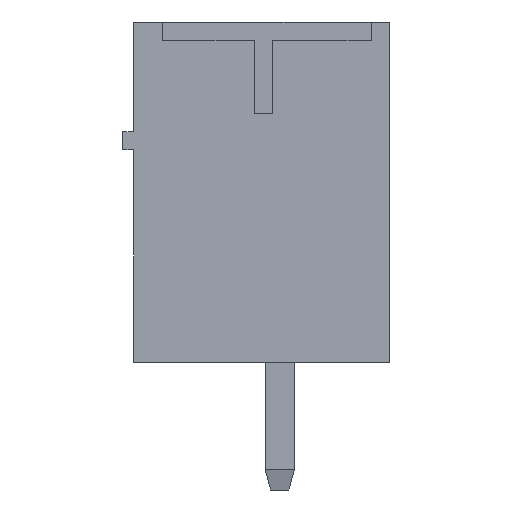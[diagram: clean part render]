
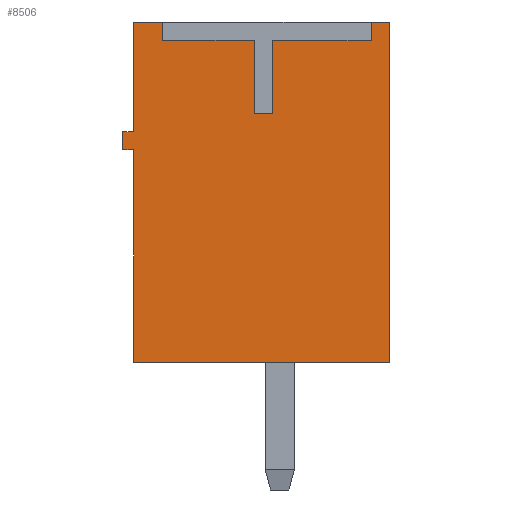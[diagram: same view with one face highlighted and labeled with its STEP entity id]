
A CAD part, left-side view. The second image highlights one B-rep face of the part: STEP entity #8506.
In plain terms, the highlighted planar face has unit normal (-1, 0, 0).
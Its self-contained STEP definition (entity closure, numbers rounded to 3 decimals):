
#519=FACE_OUTER_BOUND('',#1006,.T.);
#1006=EDGE_LOOP('',(#7164,#7165,#7166,#7167,#7168,#7169,#7170,#7171,#7172,
#7173,#7174,#7175,#7176,#7177,#7178,#7179));
#1291=LINE('',#11570,#2386);
#1393=LINE('',#11800,#2488);
#1743=LINE('',#12521,#2838);
#1747=LINE('',#12528,#2842);
#2055=LINE('',#13197,#3150);
#2061=LINE('',#13209,#3156);
#2062=LINE('',#13211,#3157);
#2064=LINE('',#13214,#3159);
#2066=LINE('',#13218,#3161);
#2069=LINE('',#13224,#3164);
#2072=LINE('',#13229,#3167);
#2074=LINE('',#13234,#3169);
#2075=LINE('',#13236,#3170);
#2076=LINE('',#13238,#3171);
#2077=LINE('',#13239,#3172);
#2078=LINE('',#13240,#3173);
#2386=VECTOR('',#9454,5.8);
#2488=VECTOR('',#9606,9.3);
#2838=VECTOR('',#10220,0.8);
#2842=VECTOR('',#10224,0.5);
#3150=VECTOR('',#10892,2.7);
#3156=VECTOR('',#10900,2.5);
#3157=VECTOR('',#10903,0.5);
#3159=VECTOR('',#10907,0.5);
#3161=VECTOR('',#10911,2.);
#3164=VECTOR('',#10916,0.5);
#3167=VECTOR('',#10921,2.);
#3169=VECTOR('',#10927,3.);
#3170=VECTOR('',#10928,0.3);
#3171=VECTOR('',#10929,0.5);
#3172=VECTOR('',#10930,0.3);
#3173=VECTOR('',#10931,7.);
#3397=VERTEX_POINT('',#11563);
#3400=VERTEX_POINT('',#11568);
#3501=VERTEX_POINT('',#11796);
#3503=VERTEX_POINT('',#11799);
#3741=VERTEX_POINT('',#12518);
#3742=VERTEX_POINT('',#12520);
#3745=VERTEX_POINT('',#12526);
#3924=VERTEX_POINT('',#13193);
#3926=VERTEX_POINT('',#13196);
#3928=VERTEX_POINT('',#13202);
#3931=VERTEX_POINT('',#13207);
#3932=VERTEX_POINT('',#13217);
#3934=VERTEX_POINT('',#13223);
#3936=VERTEX_POINT('',#13233);
#3937=VERTEX_POINT('',#13235);
#3938=VERTEX_POINT('',#13237);
#4221=EDGE_CURVE('',#3400,#3397,#1291,.T.);
#4323=EDGE_CURVE('',#3501,#3503,#1393,.T.);
#4690=EDGE_CURVE('',#3741,#3742,#1743,.T.);
#4694=EDGE_CURVE('',#3745,#3501,#1747,.T.);
#5015=EDGE_CURVE('',#3926,#3924,#2055,.T.);
#5021=EDGE_CURVE('',#3928,#3931,#2061,.T.);
#5022=EDGE_CURVE('',#3931,#3742,#2062,.T.);
#5024=EDGE_CURVE('',#3745,#3926,#2064,.T.);
#5026=EDGE_CURVE('',#3932,#3928,#2066,.T.);
#5029=EDGE_CURVE('',#3934,#3932,#2069,.T.);
#5032=EDGE_CURVE('',#3924,#3934,#2072,.T.);
#5034=EDGE_CURVE('',#3936,#3741,#2074,.T.);
#5035=EDGE_CURVE('',#3937,#3936,#2075,.T.);
#5036=EDGE_CURVE('',#3938,#3937,#2076,.T.);
#5037=EDGE_CURVE('',#3397,#3938,#2077,.T.);
#5038=EDGE_CURVE('',#3503,#3400,#2078,.T.);
#7164=ORIENTED_EDGE('',*,*,#5024,.T.);
#7165=ORIENTED_EDGE('',*,*,#5015,.T.);
#7166=ORIENTED_EDGE('',*,*,#5032,.T.);
#7167=ORIENTED_EDGE('',*,*,#5029,.T.);
#7168=ORIENTED_EDGE('',*,*,#5026,.T.);
#7169=ORIENTED_EDGE('',*,*,#5021,.T.);
#7170=ORIENTED_EDGE('',*,*,#5022,.T.);
#7171=ORIENTED_EDGE('',*,*,#4690,.F.);
#7172=ORIENTED_EDGE('',*,*,#5034,.F.);
#7173=ORIENTED_EDGE('',*,*,#5035,.F.);
#7174=ORIENTED_EDGE('',*,*,#5036,.F.);
#7175=ORIENTED_EDGE('',*,*,#5037,.F.);
#7176=ORIENTED_EDGE('',*,*,#4221,.F.);
#7177=ORIENTED_EDGE('',*,*,#5038,.F.);
#7178=ORIENTED_EDGE('',*,*,#4323,.F.);
#7179=ORIENTED_EDGE('',*,*,#4694,.F.);
#7735=PLANE('',#8979);
#8506=ADVANCED_FACE('',(#519),#7735,.T.);
#8979=AXIS2_PLACEMENT_3D('',#13232,#10925,#10926);
#9454=DIRECTION('',(0.,0.,1.));
#9606=DIRECTION('',(0.,0.,-1.));
#10220=DIRECTION('',(0.,-1.,0.));
#10224=DIRECTION('',(0.,-1.,0.));
#10892=DIRECTION('',(0.,1.,0.));
#10900=DIRECTION('',(0.,1.,0.));
#10903=DIRECTION('',(0.,0.,1.));
#10907=DIRECTION('',(0.,0.,-1.));
#10911=DIRECTION('',(0.,0.,1.));
#10916=DIRECTION('',(0.,1.,0.));
#10921=DIRECTION('',(0.,0.,-1.));
#10925=DIRECTION('center_axis',(-1.,0.,0.));
#10926=DIRECTION('ref_axis',(0.,-1.,0.));
#10927=DIRECTION('',(0.,0.,1.));
#10928=DIRECTION('',(0.,-1.,0.));
#10929=DIRECTION('',(0.,0.,1.));
#10930=DIRECTION('',(0.,1.,0.));
#10931=DIRECTION('',(0.,1.,0.));
#11563=CARTESIAN_POINT('',(-11.78,4.,5.8));
#11568=CARTESIAN_POINT('',(-11.78,4.,0.));
#11570=CARTESIAN_POINT('',(-11.78,4.,1.5));
#11796=CARTESIAN_POINT('',(-11.78,-3.,9.3));
#11799=CARTESIAN_POINT('',(-11.78,-3.,0.));
#11800=CARTESIAN_POINT('',(-11.78,-3.,1.5));
#12518=CARTESIAN_POINT('',(-11.78,4.,9.3));
#12520=CARTESIAN_POINT('',(-11.78,3.2,9.3));
#12521=CARTESIAN_POINT('',(-11.78,4.,9.3));
#12526=CARTESIAN_POINT('',(-11.78,-2.5,9.3));
#12528=CARTESIAN_POINT('',(-11.78,4.,9.3));
#13193=CARTESIAN_POINT('',(-11.78,0.2,8.8));
#13196=CARTESIAN_POINT('',(-11.78,-2.5,8.8));
#13197=CARTESIAN_POINT('',(-11.78,0.75,8.8));
#13202=CARTESIAN_POINT('',(-11.78,0.7,8.8));
#13207=CARTESIAN_POINT('',(-11.78,3.2,8.8));
#13209=CARTESIAN_POINT('',(-11.78,0.75,8.8));
#13211=CARTESIAN_POINT('',(-11.78,3.2,5.15));
#13214=CARTESIAN_POINT('',(-11.78,-2.5,5.4));
#13217=CARTESIAN_POINT('',(-11.78,0.7,6.8));
#13218=CARTESIAN_POINT('',(-11.78,0.7,4.15));
#13223=CARTESIAN_POINT('',(-11.78,0.2,6.8));
#13224=CARTESIAN_POINT('',(-11.78,2.1,6.8));
#13229=CARTESIAN_POINT('',(-11.78,0.2,5.15));
#13232=CARTESIAN_POINT('Origin',(-11.78,4.,1.5));
#13233=CARTESIAN_POINT('',(-11.78,4.,6.3));
#13234=CARTESIAN_POINT('',(-11.78,4.,1.5));
#13235=CARTESIAN_POINT('',(-11.78,4.3,6.3));
#13236=CARTESIAN_POINT('',(-11.78,3.95,6.3));
#13237=CARTESIAN_POINT('',(-11.78,4.3,5.8));
#13238=CARTESIAN_POINT('',(-11.78,4.3,5.475));
#13239=CARTESIAN_POINT('',(-11.78,4.1,5.8));
#13240=CARTESIAN_POINT('',(-11.78,-3.,0.));
